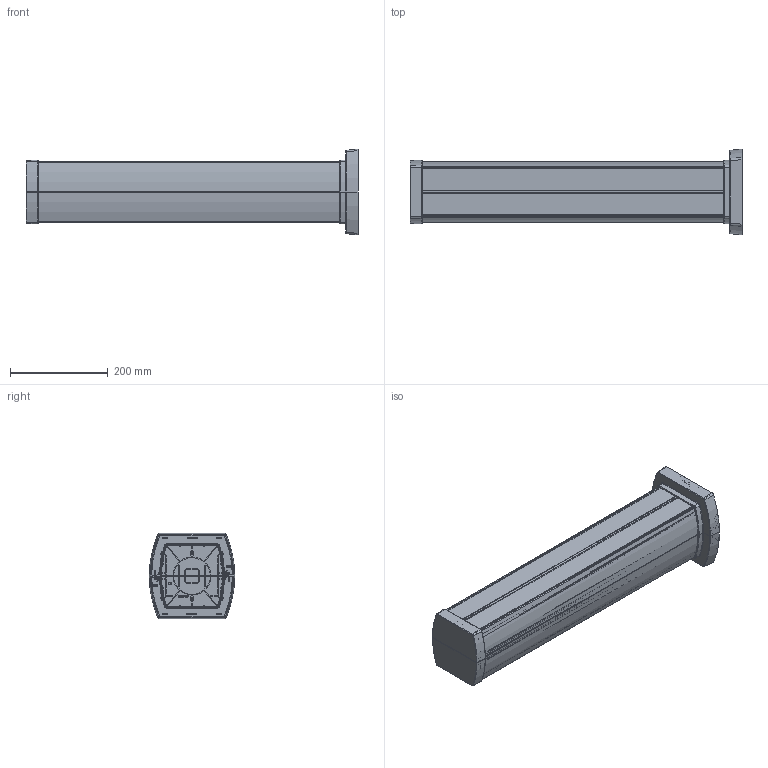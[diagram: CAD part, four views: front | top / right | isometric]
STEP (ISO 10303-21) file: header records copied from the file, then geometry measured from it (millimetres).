
FILE_DESCRIPTION(('CATIA V5 STEP Exchange','CAx-IF Rec.Pracs.--- Model Styling and Organization---1.4--- 2014-01-23'),'2;1');
FILE_NAME('653043-044-045.stp','2019-06-04T07:25:36+00:00',('none'),('none'),'CATIA Version 5-6 Release 2017 SP3','CATIA V5 STEP AP214','none');
FILE_SCHEMA(('AUTOMOTIVE_DESIGN { 1 0 10303 214 1 1 1 1 }'));
Products named in the file (1): 653043-044-045
Bounding box: 681 x 175.5 x 175.5 mm (x, y, z)
Volume: 1467697.2 mm3; surface area: 1819718.7 mm2
Topology: 17 solids, 17 shells, 4374 faces, 12488 edges, 8212 vertices
Faces by surface type: plane 2816, cylinder 1090, cone 168, bspline 162, torus 122, extrusion 8, sphere 8
Entity records: 150083 total; most frequent: CARTESIAN_POINT 43153, ORIENTED_EDGE 24960, DIRECTION 17084, EDGE_CURVE 12480, VERTEX_POINT 8212, VECTOR 7919, LINE 7911, AXIS2_PLACEMENT_3D 5599
